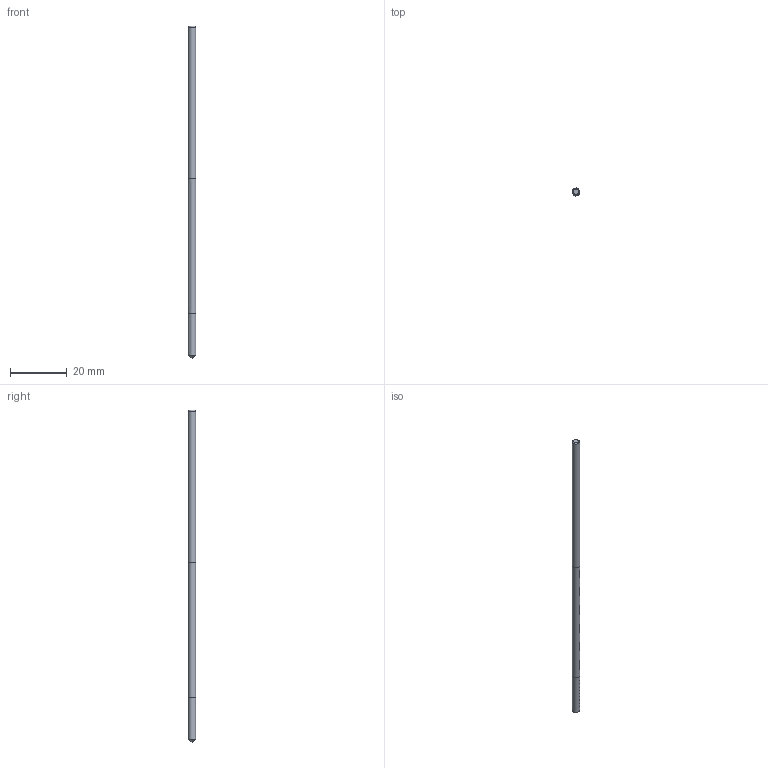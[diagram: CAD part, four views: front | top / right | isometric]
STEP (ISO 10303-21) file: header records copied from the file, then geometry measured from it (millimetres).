
FILE_DESCRIPTION(/* description */ ('R52N37'),/* implementation_level */ '2;1');
FILE_NAME(/* name */ 'CAPP~~210910121646~6000132~MOD~TM01_00~ISO~FR.STP',/* time_stamp */ '2021-09-10T12:17:55+02:00',/* author */ ('System'),/* organization */ ('Dormer Pramet'),/* preprocessor_version */ 'ST-DEVELOPER v16.7',/* originating_system */ 'SIEMENS PLM Software NX 12.0',/* authorisation */ '');
FILE_SCHEMA (('AUTOMOTIVE_DESIGN { 1 0 10303 214 3 1 1 1 }'));
Length unit declared in the file: millimetre
Products named in the file (1): CAPP~~210910121646~6000132~MOD~TM01_00~ISO~FR
Bounding box: 2.64 x 2.64 x 117.47 mm (x, y, z)
Volume: 640.3 mm3; surface area: 989.1 mm2
Topology: 2 solids, 2 shells, 9 faces, 16 edges, 13 vertices
Faces by surface type: plane 4, cone 4, cylinder 1
Full cylindrical faces by diameter (mm): 2.642 x1
Entity records: 246 total; most frequent: DIRECTION 40, CARTESIAN_POINT 36, AXIS2_PLACEMENT_3D 20, EDGE_LOOP 14, ORIENTED_EDGE 14, FACE_BOUND 12, ADVANCED_FACE 9, VERTEX_POINT 8
